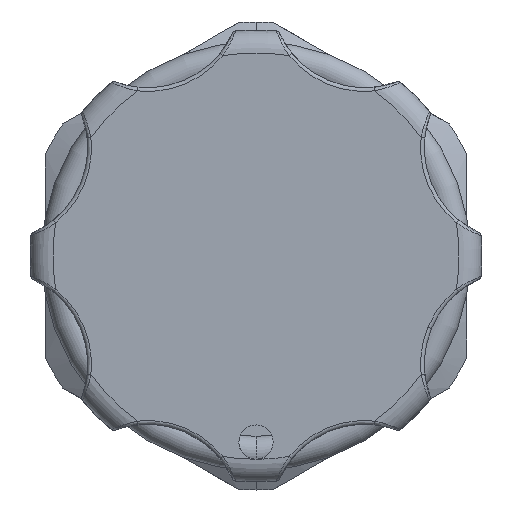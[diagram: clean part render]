
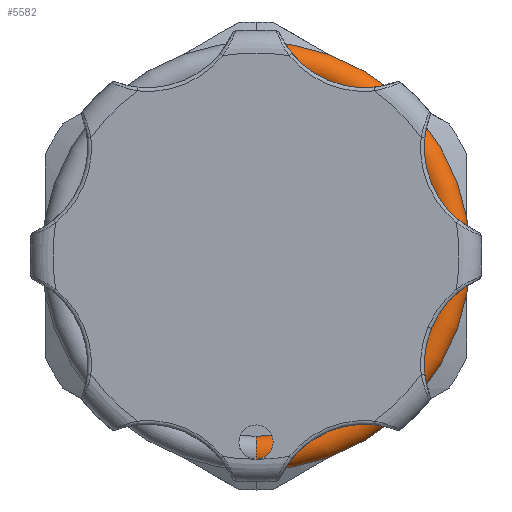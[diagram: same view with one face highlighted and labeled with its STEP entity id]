
A CAD part, left-side view. The second image highlights one B-rep face of the part: STEP entity #5582.
In plain terms, the highlighted toroidal (fillet/blend) face has major radius 10.39 mm and minor radius 0.89 mm.
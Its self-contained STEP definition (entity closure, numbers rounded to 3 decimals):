
#857 = DIRECTION ( 'NONE',  ( 0., 0., 1. ) ) ;
#1124 = CARTESIAN_POINT ( 'NONE',  ( 21.36, 0., -10.39 ) ) ;
#1187 = CARTESIAN_POINT ( 'NONE',  ( 21.36, 0., 11.28 ) ) ;
#1224 = EDGE_CURVE ( 'NONE', #11635, #13564, #6113, .T. ) ;
#1333 = EDGE_CURVE ( 'NONE', #4340, #13564, #13342, .T. ) ;
#1544 = AXIS2_PLACEMENT_3D ( 'NONE', #9440, #8115, #857 ) ;
#1631 = CIRCLE ( 'NONE', #1544, 11.28 ) ;
#1986 = ORIENTED_EDGE ( 'NONE', *, *, #1333, .T. ) ;
#2223 = CARTESIAN_POINT ( 'NONE',  ( 21.36, 0., -9.5 ) ) ;
#2753 = DIRECTION ( 'NONE',  ( 0., 0., -1. ) ) ;
#3230 = CARTESIAN_POINT ( 'NONE',  ( 21.36, 0., 0. ) ) ;
#3434 = CARTESIAN_POINT ( 'NONE',  ( 21.36, 0., 0. ) ) ;
#3477 = DIRECTION ( 'NONE',  ( 0., 0., 1. ) ) ;
#3769 = TOROIDAL_SURFACE ( 'NONE', #8584, 10.39, 0.89 ) ;
#3950 = FACE_OUTER_BOUND ( 'NONE', #7931, .T. ) ;
#4340 = VERTEX_POINT ( 'NONE', #1187 ) ;
#4463 = ORIENTED_EDGE ( 'NONE', *, *, #11468, .T. ) ;
#4786 = DIRECTION ( 'NONE',  ( -1., 0., 0. ) ) ;
#5582 = ADVANCED_FACE ( 'NONE', ( #3950 ), #3769, .T. ) ;
#5801 = DIRECTION ( 'NONE',  ( 0., 0., 1. ) ) ;
#5856 = DIRECTION ( 'NONE',  ( 0., 0., 1. ) ) ;
#6113 = CIRCLE ( 'NONE', #11804, 9.5 ) ;
#7012 = DIRECTION ( 'NONE',  ( -1., 0., 0. ) ) ;
#7069 = CARTESIAN_POINT ( 'NONE',  ( 21.36, 0., 9.5 ) ) ;
#7234 = AXIS2_PLACEMENT_3D ( 'NONE', #14911, #14852, #2753 ) ;
#7304 = CIRCLE ( 'NONE', #7651, 0.89 ) ;
#7651 = AXIS2_PLACEMENT_3D ( 'NONE', #1124, #9436, #3477 ) ;
#7931 = EDGE_LOOP ( 'NONE', ( #11315, #4463, #1986, #8648 ) ) ;
#8115 = DIRECTION ( 'NONE',  ( -1., 0., 0. ) ) ;
#8584 = AXIS2_PLACEMENT_3D ( 'NONE', #3230, #7012, #5856 ) ;
#8648 = ORIENTED_EDGE ( 'NONE', *, *, #1224, .F. ) ;
#9436 = DIRECTION ( 'NONE',  ( 0., 1., 0. ) ) ;
#9440 = CARTESIAN_POINT ( 'NONE',  ( 21.36, 0., 0. ) ) ;
#9764 = CARTESIAN_POINT ( 'NONE',  ( 21.36, 0., -11.28 ) ) ;
#11315 = ORIENTED_EDGE ( 'NONE', *, *, #12810, .F. ) ;
#11468 = EDGE_CURVE ( 'NONE', #15062, #4340, #1631, .T. ) ;
#11635 = VERTEX_POINT ( 'NONE', #2223 ) ;
#11804 = AXIS2_PLACEMENT_3D ( 'NONE', #3434, #4786, #5801 ) ;
#12810 = EDGE_CURVE ( 'NONE', #15062, #11635, #7304, .T. ) ;
#13342 = CIRCLE ( 'NONE', #7234, 0.89 ) ;
#13564 = VERTEX_POINT ( 'NONE', #7069 ) ;
#14852 = DIRECTION ( 'NONE',  ( 0., -1., 0. ) ) ;
#14911 = CARTESIAN_POINT ( 'NONE',  ( 21.36, 0., 10.39 ) ) ;
#15062 = VERTEX_POINT ( 'NONE', #9764 ) ;
